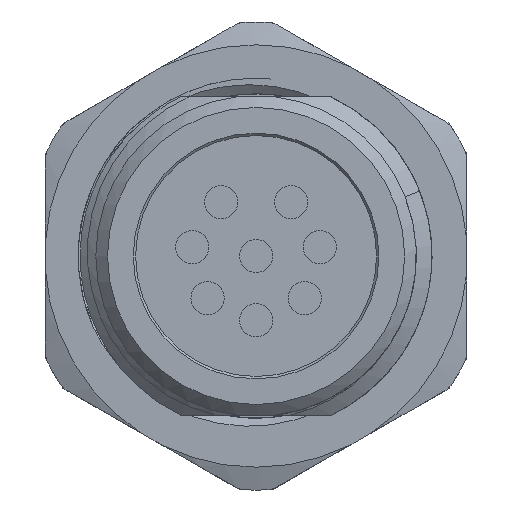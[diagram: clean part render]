
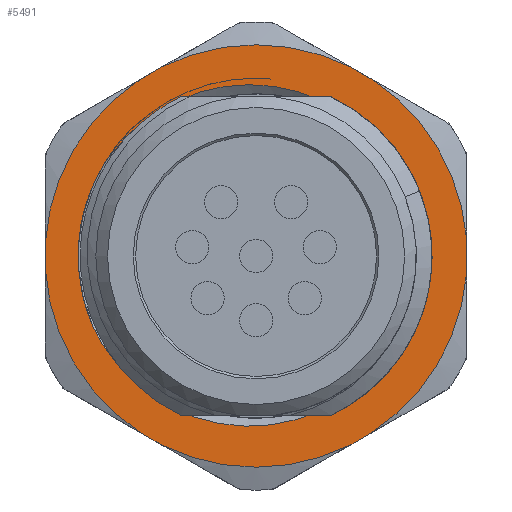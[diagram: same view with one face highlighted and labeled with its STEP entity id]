
A CAD part, left-side view. The second image highlights one B-rep face of the part: STEP entity #5491.
In plain terms, the highlighted planar face has unit normal (-1, 0, 0).
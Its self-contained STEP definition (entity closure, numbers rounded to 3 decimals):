
#396=PLANE('',#6490);
#529=B_SPLINE_CURVE_WITH_KNOTS('',3,(#21055,#21056,#21057,#21058,#21059,
#21060,#21061),.UNSPECIFIED.,.F.,.F.,(4,1,1,1,4),(0.,
0.004,0.009,0.013,0.017),
 .UNSPECIFIED.);
#530=B_SPLINE_CURVE_WITH_KNOTS('',3,(#21065,#21066,#21067,#21068,#21069,
#21070,#21071),.UNSPECIFIED.,.F.,.F.,(4,1,1,1,4),(0.,
0.004,0.009,0.013,0.017),
 .UNSPECIFIED.);
#752=LINE('',#21072,#959);
#753=LINE('',#21077,#960);
#754=LINE('',#21081,#961);
#755=LINE('',#21085,#962);
#756=LINE('',#21089,#963);
#757=LINE('',#21093,#964);
#959=VECTOR('',#7870,1000.);
#960=VECTOR('',#7873,1000.);
#961=VECTOR('',#7876,1000.);
#962=VECTOR('',#7879,1000.);
#963=VECTOR('',#7882,1000.);
#964=VECTOR('',#7885,1000.);
#2095=ORIENTED_EDGE('',*,*,#2949,.F.);
#2096=ORIENTED_EDGE('',*,*,#2950,.T.);
#2097=ORIENTED_EDGE('',*,*,#2951,.T.);
#2098=ORIENTED_EDGE('',*,*,#2952,.T.);
#2099=ORIENTED_EDGE('',*,*,#2953,.F.);
#2100=ORIENTED_EDGE('',*,*,#2954,.T.);
#2101=ORIENTED_EDGE('',*,*,#2955,.F.);
#2102=ORIENTED_EDGE('',*,*,#2956,.T.);
#2103=ORIENTED_EDGE('',*,*,#2957,.F.);
#2104=ORIENTED_EDGE('',*,*,#2958,.T.);
#2105=ORIENTED_EDGE('',*,*,#2959,.F.);
#2106=ORIENTED_EDGE('',*,*,#2960,.T.);
#2107=ORIENTED_EDGE('',*,*,#2961,.F.);
#2108=ORIENTED_EDGE('',*,*,#2962,.T.);
#2109=ORIENTED_EDGE('',*,*,#2963,.F.);
#2110=ORIENTED_EDGE('',*,*,#2964,.T.);
#2949=EDGE_CURVE('',#3516,#3517,#3870,.T.);
#2950=EDGE_CURVE('',#3516,#3518,#529,.T.);
#2951=EDGE_CURVE('',#3518,#3519,#3871,.F.);
#2952=EDGE_CURVE('',#3519,#3517,#530,.T.);
#2953=EDGE_CURVE('',#3520,#3521,#752,.T.);
#2954=EDGE_CURVE('',#3520,#3522,#3872,.F.);
#2955=EDGE_CURVE('',#3523,#3522,#753,.T.);
#2956=EDGE_CURVE('',#3523,#3524,#3873,.F.);
#2957=EDGE_CURVE('',#3525,#3524,#754,.T.);
#2958=EDGE_CURVE('',#3525,#3526,#3874,.F.);
#2959=EDGE_CURVE('',#3527,#3526,#755,.T.);
#2960=EDGE_CURVE('',#3527,#3528,#3875,.F.);
#2961=EDGE_CURVE('',#3529,#3528,#756,.T.);
#2962=EDGE_CURVE('',#3529,#3530,#3876,.F.);
#2963=EDGE_CURVE('',#3531,#3530,#757,.T.);
#2964=EDGE_CURVE('',#3531,#3521,#3877,.F.);
#3516=VERTEX_POINT('',#21053);
#3517=VERTEX_POINT('',#21054);
#3518=VERTEX_POINT('',#21062);
#3519=VERTEX_POINT('',#21064);
#3520=VERTEX_POINT('',#21073);
#3521=VERTEX_POINT('',#21074);
#3522=VERTEX_POINT('',#21076);
#3523=VERTEX_POINT('',#21078);
#3524=VERTEX_POINT('',#21080);
#3525=VERTEX_POINT('',#21082);
#3526=VERTEX_POINT('',#21084);
#3527=VERTEX_POINT('',#21086);
#3528=VERTEX_POINT('',#21088);
#3529=VERTEX_POINT('',#21090);
#3530=VERTEX_POINT('',#21092);
#3531=VERTEX_POINT('',#21094);
#3870=CIRCLE('',#6491,7.6);
#3871=CIRCLE('',#6492,6.93);
#3872=CIRCLE('',#6493,9.024);
#3873=CIRCLE('',#6494,9.024);
#3874=CIRCLE('',#6495,9.024);
#3875=CIRCLE('',#6496,9.024);
#3876=CIRCLE('',#6497,9.024);
#3877=CIRCLE('',#6498,9.024);
#4391=EDGE_LOOP('',(#2095,#2096,#2097,#2098));
#4392=EDGE_LOOP('',(#2099,#2100,#2101,#2102,#2103,#2104,#2105,#2106,#2107,
#2108,#2109,#2110));
#4962=FACE_BOUND('',#4391,.T.);
#4963=FACE_BOUND('',#4392,.T.);
#5491=ADVANCED_FACE('',(#4962,#4963),#396,.F.);
#6490=AXIS2_PLACEMENT_3D('',#21051,#7864,#7865);
#6491=AXIS2_PLACEMENT_3D('',#21052,#7866,#7867);
#6492=AXIS2_PLACEMENT_3D('',#21063,#7868,#7869);
#6493=AXIS2_PLACEMENT_3D('',#21075,#7871,#7872);
#6494=AXIS2_PLACEMENT_3D('',#21079,#7874,#7875);
#6495=AXIS2_PLACEMENT_3D('',#21083,#7877,#7878);
#6496=AXIS2_PLACEMENT_3D('',#21087,#7880,#7881);
#6497=AXIS2_PLACEMENT_3D('',#21091,#7883,#7884);
#6498=AXIS2_PLACEMENT_3D('',#21095,#7886,#7887);
#7864=DIRECTION('',(1.,0.,0.));
#7865=DIRECTION('',(0.,0.,-1.));
#7866=DIRECTION('',(-1.,0.,0.));
#7867=DIRECTION('',(0.,1.,0.));
#7868=DIRECTION('',(-1.,0.,0.));
#7869=DIRECTION('',(0.,0.,1.));
#7870=DIRECTION('',(0.,1.,0.));
#7871=DIRECTION('',(1.,0.,0.));
#7872=DIRECTION('',(0.,0.,-1.));
#7873=DIRECTION('',(0.,0.498,-0.867));
#7874=DIRECTION('',(1.,0.,0.));
#7875=DIRECTION('',(0.,0.,-1.));
#7876=DIRECTION('',(0.,-0.498,-0.867));
#7877=DIRECTION('',(1.,0.,0.));
#7878=DIRECTION('',(0.,0.,-1.));
#7879=DIRECTION('',(0.,-1.,0.));
#7880=DIRECTION('',(1.,0.,0.));
#7881=DIRECTION('',(0.,0.,-1.));
#7882=DIRECTION('',(0.,-0.497,0.868));
#7883=DIRECTION('',(1.,0.,0.));
#7884=DIRECTION('',(0.,0.,-1.));
#7885=DIRECTION('',(0.,0.497,0.868));
#7886=DIRECTION('',(1.,0.,0.));
#7887=DIRECTION('',(0.,0.,-1.));
#21051=CARTESIAN_POINT('',(-1.5,0.,0.));
#21052=CARTESIAN_POINT('',(-1.5,0.,0.));
#21053=CARTESIAN_POINT('',(-1.5,-4.081,6.411));
#21054=CARTESIAN_POINT('',(-1.5,3.02,6.974));
#21055=CARTESIAN_POINT('',(-1.5,-4.081,6.411));
#21056=CARTESIAN_POINT('',(-1.5,-5.265,5.593));
#21057=CARTESIAN_POINT('',(-1.5,-7.132,3.294));
#21058=CARTESIAN_POINT('',(-1.5,-7.622,-1.136));
#21059=CARTESIAN_POINT('',(-1.5,-5.55,-5.108));
#21060=CARTESIAN_POINT('',(-1.5,-2.928,-6.508));
#21061=CARTESIAN_POINT('',(-1.5,-1.511,-6.763));
#21062=CARTESIAN_POINT('',(-1.5,-1.511,-6.763));
#21063=CARTESIAN_POINT('',(-1.5,0.,0.));
#21064=CARTESIAN_POINT('',(-1.5,2.558,-6.441));
#21065=CARTESIAN_POINT('',(-1.5,2.558,-6.441));
#21066=CARTESIAN_POINT('',(-1.5,3.917,-5.964));
#21067=CARTESIAN_POINT('',(-1.5,6.29,-4.163));
#21068=CARTESIAN_POINT('',(-1.5,7.705,0.074));
#21069=CARTESIAN_POINT('',(-1.5,6.523,4.38));
#21070=CARTESIAN_POINT('',(-1.5,4.318,6.354));
#21071=CARTESIAN_POINT('',(-1.5,3.02,6.974));
#21072=CARTESIAN_POINT('',(-1.5,-4.376,-8.992));
#21073=CARTESIAN_POINT('',(-1.5,-0.764,-8.992));
#21074=CARTESIAN_POINT('',(-1.5,0.764,-8.992));
#21075=CARTESIAN_POINT('',(-1.5,0.,0.));
#21076=CARTESIAN_POINT('',(-1.5,-7.542,-4.955));
#21077=CARTESIAN_POINT('',(-1.5,-9.974,-0.725));
#21078=CARTESIAN_POINT('',(-1.5,-8.078,-4.024));
#21079=CARTESIAN_POINT('',(-1.5,0.,0.));
#21080=CARTESIAN_POINT('',(-1.5,-8.078,4.024));
#21081=CARTESIAN_POINT('',(-1.5,-5.646,8.254));
#21082=CARTESIAN_POINT('',(-1.5,-7.542,4.955));
#21083=CARTESIAN_POINT('',(-1.5,0.,0.));
#21084=CARTESIAN_POINT('',(-1.5,-0.537,9.008));
#21085=CARTESIAN_POINT('',(-1.5,4.342,9.008));
#21086=CARTESIAN_POINT('',(-1.5,0.537,9.008));
#21087=CARTESIAN_POINT('',(-1.5,0.,0.));
#21088=CARTESIAN_POINT('',(-1.5,7.551,4.941));
#21089=CARTESIAN_POINT('',(-1.5,9.975,0.706));
#21090=CARTESIAN_POINT('',(-1.5,8.085,4.008));
#21091=CARTESIAN_POINT('',(-1.5,0.,0.));
#21092=CARTESIAN_POINT('',(-1.5,8.085,-4.008));
#21093=CARTESIAN_POINT('',(-1.5,5.661,-8.243));
#21094=CARTESIAN_POINT('',(-1.5,7.551,-4.941));
#21095=CARTESIAN_POINT('',(-1.5,0.,0.));
